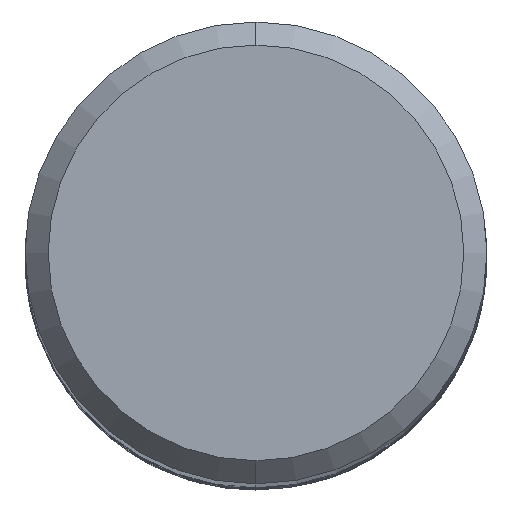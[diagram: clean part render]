
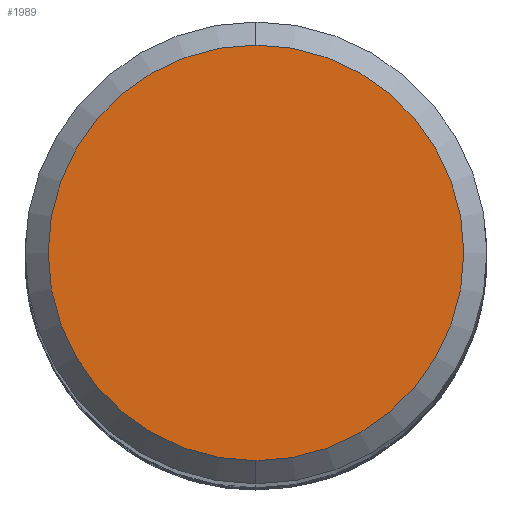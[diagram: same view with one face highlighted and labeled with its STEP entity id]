
A CAD part, top view. The second image highlights one B-rep face of the part: STEP entity #1989.
In plain terms, the highlighted planar face has unit normal (0, 0, 1).
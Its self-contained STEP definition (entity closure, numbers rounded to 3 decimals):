
#1703=VERTEX_POINT('',#4264);
#1989=ADVANCED_FACE('',(#4575),#4576,.T.);
#2485=EDGE_CURVE('',#3613,#1703,#5113,.T.);
#2743=EDGE_CURVE('',#1703,#3613,#5394,.T.);
#3613=VERTEX_POINT('',#6335);
#4264=CARTESIAN_POINT('',(0.0,4.5,0.0));
#4575=FACE_OUTER_BOUND('',#13665,.T.);
#4576=PLANE('',#13666);
#5113=CIRCLE('',#17661,4.5);
#5394=CIRCLE('',#20757,4.5);
#6335=CARTESIAN_POINT('',(0.,-4.5,0.0));
#13665=EDGE_LOOP('',(#32127,#32128));
#13666=AXIS2_PLACEMENT_3D('',#32129,#32130,#32131);
#17661=AXIS2_PLACEMENT_3D('',#32713,#32714,#32715);
#20757=AXIS2_PLACEMENT_3D('',#33029,#33030,#33031);
#32127=ORIENTED_EDGE('',*,*,#2743,.F.);
#32128=ORIENTED_EDGE('',*,*,#2485,.F.);
#32129=CARTESIAN_POINT('',(0.0,2.25,0.0));
#32130=DIRECTION('',(-0.0,0.0,1.0));
#32131=DIRECTION('',(0.0,-1.0,0.0));
#32713=CARTESIAN_POINT('',(0.0,0.0,0.0));
#32714=DIRECTION('',(0.0,0.0,-1.0));
#32715=DIRECTION('',(0.0,1.0,0.0));
#33029=CARTESIAN_POINT('',(0.0,0.0,0.0));
#33030=DIRECTION('',(0.0,0.0,-1.0));
#33031=DIRECTION('',(0.0,1.0,0.0));
